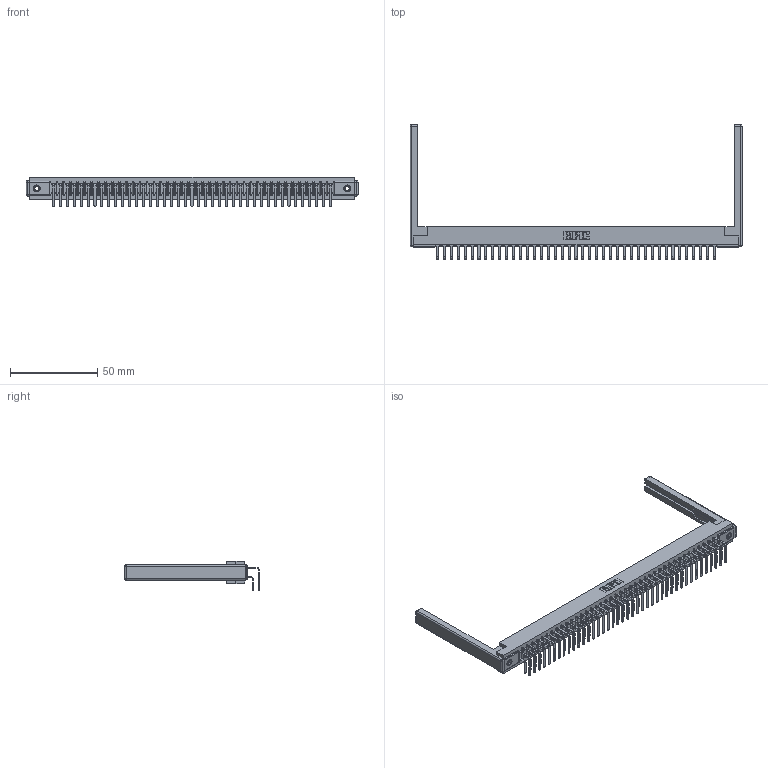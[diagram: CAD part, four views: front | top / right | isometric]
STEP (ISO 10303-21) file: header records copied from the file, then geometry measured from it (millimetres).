
FILE_DESCRIPTION (( 'STEP AP203' ), '1' );
FILE_NAME ('357-082-458-268.STEP', '2020-10-04T09:15:49', ( '' ), ( '' ), 'SwSTEP 2.0', 'SolidWorks 2020', '' );
FILE_SCHEMA (( 'CONFIG_CONTROL_DESIGN' ));
Length unit declared in the file: inch
Products named in the file (6): 307 Part_.156 Dia Mounting Holes; 307-290-001_558 - 2 (Single); 345-250-001_345-250-001-102; 307-220-068; 357-082-458-268; 307-290-001_558 559 - 1 (Single)
Assembly tree (87 placements, depth 2):
  357-082-458-268
    307 Part_.156 Dia Mounting Holes
    307-290-001_558 559 - 1 (Single)  x41
    307-290-001_558 - 2 (Single)  x41
    307-220-068  x2
    345-250-001_345-250-001-102  x2
Bounding box: 189.89 x 76.92 x 16.8 mm (x, y, z)
Volume: 24929.7 mm3; surface area: 31222.5 mm2
Topology: 87 solids, 87 shells, 4414 faces, 12357 edges, 7994 vertices
Faces by surface type: plane 2864, cylinder 1442, sphere 92, cone 12, torus 4
Entity records: 40790 total; most frequent: CARTESIAN_POINT 6652, ORIENTED_EDGE 6584, DIRECTION 6530, EDGE_CURVE 3292, VECTOR 2522, LINE 2522, VERTEX_POINT 2126, AXIS2_PLACEMENT_3D 2004
